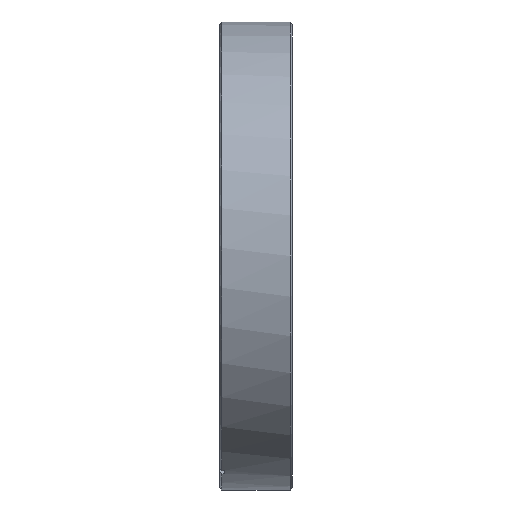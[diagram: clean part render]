
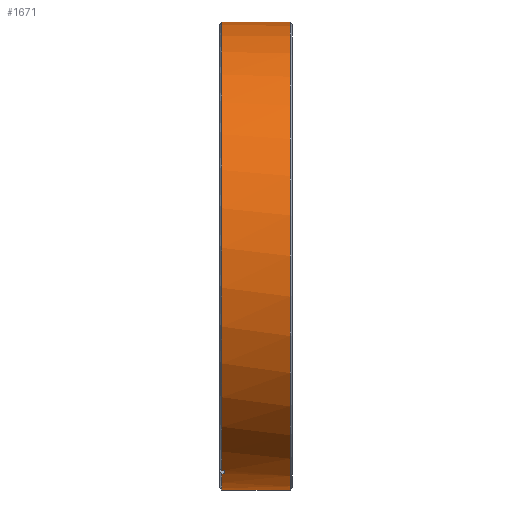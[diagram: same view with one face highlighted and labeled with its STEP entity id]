
A CAD part, left-side view. The second image highlights one B-rep face of the part: STEP entity #1671.
In plain terms, the highlighted cylindrical face has radius 56.75 mm (diameter 113.5 mm), a partial arc.
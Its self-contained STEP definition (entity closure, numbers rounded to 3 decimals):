
#18 = CARTESIAN_POINT ( 'NONE',  ( -20.79, -0.5, -52.805 ) ) ;
#24 = DIRECTION ( 'NONE',  ( 0., -1., 0. ) ) ;
#25 = VECTOR ( 'NONE', #24, 1000. ) ;
#26 = CARTESIAN_POINT ( 'NONE',  ( 0., -24.574, 56.75 ) ) ;
#27 = LINE ( 'NONE', #26, #25 ) ;
#38 = DIRECTION ( 'NONE',  ( 0., 0., -1. ) ) ;
#39 = AXIS2_PLACEMENT_3D ( 'NONE', #54, #52, #38 ) ;
#42 = CIRCLE ( 'NONE', #39, 56.75 ) ;
#52 = DIRECTION ( 'NONE',  ( 0., -1., 0. ) ) ;
#54 = CARTESIAN_POINT ( 'NONE',  ( 0., -0.5, 0. ) ) ;
#57 = LINE ( 'NONE', #70, #69 ) ;
#68 = DIRECTION ( 'NONE',  ( 0., -1., 0. ) ) ;
#69 = VECTOR ( 'NONE', #68, 1000. ) ;
#70 = CARTESIAN_POINT ( 'NONE',  ( -22.638, -24.574, -52.039 ) ) ;
#79 = CARTESIAN_POINT ( 'NONE',  ( -22.638, -0.5, -52.039 ) ) ;
#99 = DIRECTION ( 'NONE',  ( 0., 0., -1. ) ) ;
#117 = DIRECTION ( 'NONE',  ( 0., -1., 0. ) ) ;
#118 = VECTOR ( 'NONE', #117, 1000. ) ;
#119 = CARTESIAN_POINT ( 'NONE',  ( 0., -24.574, -56.75 ) ) ;
#151 = DIRECTION ( 'NONE',  ( 0., -1., 0. ) ) ;
#152 = CARTESIAN_POINT ( 'NONE',  ( 0., -24.574, 0. ) ) ;
#154 = CYLINDRICAL_SURFACE ( 'NONE', #187, 56.75 ) ;
#171 = LINE ( 'NONE', #119, #118 ) ;
#187 = AXIS2_PLACEMENT_3D ( 'NONE', #152, #151, #99 ) ;
#189 = FACE_OUTER_BOUND ( 'NONE', #1663, .T. ) ;
#694 = DIRECTION ( 'NONE',  ( 0., 0., 1. ) ) ;
#699 = CARTESIAN_POINT ( 'NONE',  ( 0., -17., 0. ) ) ;
#705 = DIRECTION ( 'NONE',  ( 0., 1., 0. ) ) ;
#731 = CIRCLE ( 'NONE', #734, 56.75 ) ;
#734 = AXIS2_PLACEMENT_3D ( 'NONE', #699, #705, #694 ) ;
#779 = DIRECTION ( 'NONE',  ( 0., -1., 0. ) ) ;
#780 = VECTOR ( 'NONE', #779, 1000. ) ;
#781 = LINE ( 'NONE', #786, #780 ) ;
#786 = CARTESIAN_POINT ( 'NONE',  ( -20.79, -24.574, -52.805 ) ) ;
#803 = CIRCLE ( 'NONE', #806, 56.75 ) ;
#805 = DIRECTION ( 'NONE',  ( 0., 0., -1. ) ) ;
#806 = AXIS2_PLACEMENT_3D ( 'NONE', #809, #808, #805 ) ;
#808 = DIRECTION ( 'NONE',  ( 0., -1., 0. ) ) ;
#809 = CARTESIAN_POINT ( 'NONE',  ( 0., -0.5, 0. ) ) ;
#810 = CARTESIAN_POINT ( 'NONE',  ( -22.638, -1., -52.039 ) ) ;
#824 = CARTESIAN_POINT ( 'NONE',  ( 0., -0.5, -56.75 ) ) ;
#840 = CARTESIAN_POINT ( 'NONE',  ( 0., -0.5, 56.75 ) ) ;
#841 = AXIS2_PLACEMENT_3D ( 'NONE', #853, #869, #868 ) ;
#853 = CARTESIAN_POINT ( 'NONE',  ( 0., -1., 0. ) ) ;
#860 = CARTESIAN_POINT ( 'NONE',  ( -20.79, -1., -52.805 ) ) ;
#868 = DIRECTION ( 'NONE',  ( 0., 0., -1. ) ) ;
#869 = DIRECTION ( 'NONE',  ( 0., -1., 0. ) ) ;
#871 = CIRCLE ( 'NONE', #841, 56.75 ) ;
#1186 = CARTESIAN_POINT ( 'NONE',  ( 0., -17., -56.75 ) ) ;
#1188 = CARTESIAN_POINT ( 'NONE',  ( 0., -17., 56.75 ) ) ;
#1402 = VERTEX_POINT ( 'NONE', #1186 ) ;
#1407 = VERTEX_POINT ( 'NONE', #1188 ) ;
#1580 = EDGE_CURVE ( 'NONE', #1633, #1600, #803, .T. ) ;
#1588 = EDGE_CURVE ( 'NONE', #1402, #1407, #731, .T. ) ;
#1589 = VERTEX_POINT ( 'NONE', #810 ) ;
#1591 = EDGE_CURVE ( 'NONE', #1633, #1609, #781, .T. ) ;
#1594 = ORIENTED_EDGE ( 'NONE', *, *, #1610, .T. ) ;
#1600 = VERTEX_POINT ( 'NONE', #824 ) ;
#1609 = VERTEX_POINT ( 'NONE', #860 ) ;
#1610 = EDGE_CURVE ( 'NONE', #1589, #1609, #871, .T. ) ;
#1618 = VERTEX_POINT ( 'NONE', #840 ) ;
#1626 = EDGE_CURVE ( 'NONE', #1618, #1407, #27, .T. ) ;
#1629 = ORIENTED_EDGE ( 'NONE', *, *, #1626, .F. ) ;
#1633 = VERTEX_POINT ( 'NONE', #18 ) ;
#1652 = ORIENTED_EDGE ( 'NONE', *, *, #1658, .T. ) ;
#1654 = EDGE_CURVE ( 'NONE', #1618, #1678, #42, .T. ) ;
#1658 = EDGE_CURVE ( 'NONE', #1678, #1589, #57, .T. ) ;
#1663 = EDGE_LOOP ( 'NONE', ( #1629, #1679, #1652, #1594, #1672, #1680, #1669, #1682 ) ) ;
#1669 = ORIENTED_EDGE ( 'NONE', *, *, #1681, .T. ) ;
#1671 = ADVANCED_FACE ( 'NONE', ( #189 ), #154, .T. ) ;
#1672 = ORIENTED_EDGE ( 'NONE', *, *, #1591, .F. ) ;
#1678 = VERTEX_POINT ( 'NONE', #79 ) ;
#1679 = ORIENTED_EDGE ( 'NONE', *, *, #1654, .T. ) ;
#1680 = ORIENTED_EDGE ( 'NONE', *, *, #1580, .T. ) ;
#1681 = EDGE_CURVE ( 'NONE', #1600, #1402, #171, .T. ) ;
#1682 = ORIENTED_EDGE ( 'NONE', *, *, #1588, .T. ) ;
